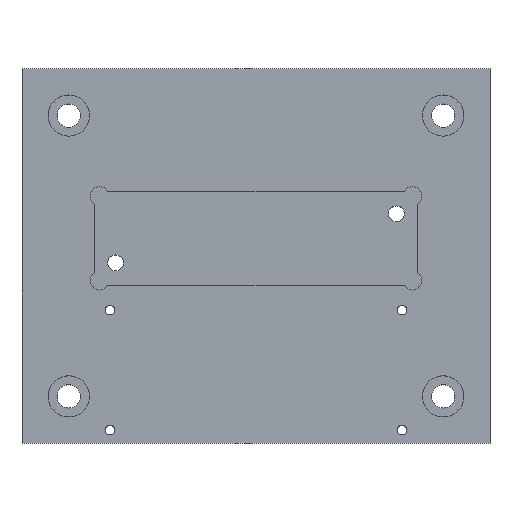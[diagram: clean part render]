
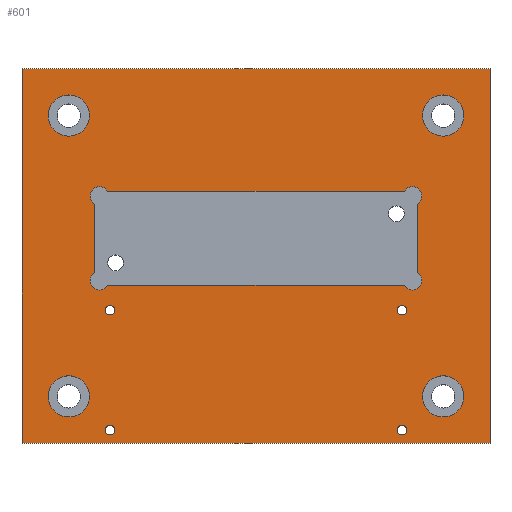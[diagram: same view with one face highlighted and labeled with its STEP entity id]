
A CAD part, top view. The second image highlights one B-rep face of the part: STEP entity #601.
In plain terms, the highlighted planar face has unit normal (0, 0, 1).
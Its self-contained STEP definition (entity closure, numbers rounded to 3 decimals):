
#21=FACE_BOUND('',#126,.T.);
#22=FACE_BOUND('',#127,.T.);
#23=FACE_BOUND('',#128,.T.);
#24=FACE_BOUND('',#129,.T.);
#25=FACE_BOUND('',#130,.T.);
#26=FACE_BOUND('',#131,.T.);
#27=FACE_BOUND('',#132,.T.);
#28=FACE_BOUND('',#133,.T.);
#29=FACE_BOUND('',#134,.T.);
#53=PLANE('',#684);
#86=FACE_OUTER_BOUND('',#125,.T.);
#125=EDGE_LOOP('',(#518,#519,#520,#521));
#126=EDGE_LOOP('',(#522));
#127=EDGE_LOOP('',(#523));
#128=EDGE_LOOP('',(#524));
#129=EDGE_LOOP('',(#525));
#130=EDGE_LOOP('',(#526,#527,#528,#529,#530,#531,#532,#533));
#131=EDGE_LOOP('',(#534));
#132=EDGE_LOOP('',(#535));
#133=EDGE_LOOP('',(#536));
#134=EDGE_LOOP('',(#537));
#153=LINE('',#914,#195);
#158=LINE('',#928,#200);
#162=LINE('',#940,#204);
#166=LINE('',#952,#208);
#178=LINE('',#1013,#220);
#181=LINE('',#1019,#223);
#184=LINE('',#1025,#226);
#187=LINE('',#1029,#229);
#195=VECTOR('',#739,10.);
#200=VECTOR('',#752,10.);
#204=VECTOR('',#764,10.);
#208=VECTOR('',#776,10.);
#220=VECTOR('',#848,10.);
#223=VECTOR('',#853,10.);
#226=VECTOR('',#858,10.);
#229=VECTOR('',#863,10.);
#232=CIRCLE('',#621,1.265);
#234=CIRCLE('',#624,1.265);
#236=CIRCLE('',#627,1.265);
#238=CIRCLE('',#630,1.265);
#244=CIRCLE('',#640,2.5);
#246=CIRCLE('',#644,2.5);
#248=CIRCLE('',#648,2.5);
#250=CIRCLE('',#652,2.5);
#258=CIRCLE('',#665,5.5);
#260=CIRCLE('',#669,5.5);
#262=CIRCLE('',#673,5.5);
#264=CIRCLE('',#677,5.5);
#268=VERTEX_POINT('',#876);
#270=VERTEX_POINT('',#882);
#272=VERTEX_POINT('',#888);
#274=VERTEX_POINT('',#894);
#280=VERTEX_POINT('',#912);
#281=VERTEX_POINT('',#913);
#284=VERTEX_POINT('',#921);
#286=VERTEX_POINT('',#927);
#288=VERTEX_POINT('',#933);
#290=VERTEX_POINT('',#939);
#292=VERTEX_POINT('',#945);
#294=VERTEX_POINT('',#951);
#302=VERTEX_POINT('',#979);
#304=VERTEX_POINT('',#986);
#306=VERTEX_POINT('',#993);
#308=VERTEX_POINT('',#1000);
#312=VERTEX_POINT('',#1010);
#313=VERTEX_POINT('',#1012);
#315=VERTEX_POINT('',#1018);
#317=VERTEX_POINT('',#1024);
#321=EDGE_CURVE('',#268,#268,#232,.T.);
#324=EDGE_CURVE('',#270,#270,#234,.T.);
#327=EDGE_CURVE('',#272,#272,#236,.T.);
#330=EDGE_CURVE('',#274,#274,#238,.T.);
#339=EDGE_CURVE('',#280,#281,#153,.T.);
#343=EDGE_CURVE('',#284,#280,#244,.T.);
#346=EDGE_CURVE('',#286,#284,#158,.T.);
#349=EDGE_CURVE('',#288,#286,#246,.T.);
#352=EDGE_CURVE('',#290,#288,#162,.T.);
#355=EDGE_CURVE('',#292,#290,#248,.T.);
#358=EDGE_CURVE('',#294,#292,#166,.T.);
#361=EDGE_CURVE('',#281,#294,#250,.T.);
#372=EDGE_CURVE('',#302,#302,#258,.T.);
#375=EDGE_CURVE('',#304,#304,#260,.T.);
#378=EDGE_CURVE('',#306,#306,#262,.T.);
#381=EDGE_CURVE('',#308,#308,#264,.T.);
#386=EDGE_CURVE('',#313,#312,#178,.T.);
#389=EDGE_CURVE('',#315,#313,#181,.T.);
#392=EDGE_CURVE('',#317,#315,#184,.T.);
#395=EDGE_CURVE('',#312,#317,#187,.T.);
#518=ORIENTED_EDGE('',*,*,#395,.T.);
#519=ORIENTED_EDGE('',*,*,#392,.T.);
#520=ORIENTED_EDGE('',*,*,#389,.T.);
#521=ORIENTED_EDGE('',*,*,#386,.T.);
#522=ORIENTED_EDGE('',*,*,#321,.T.);
#523=ORIENTED_EDGE('',*,*,#324,.T.);
#524=ORIENTED_EDGE('',*,*,#327,.T.);
#525=ORIENTED_EDGE('',*,*,#330,.T.);
#526=ORIENTED_EDGE('',*,*,#339,.T.);
#527=ORIENTED_EDGE('',*,*,#361,.T.);
#528=ORIENTED_EDGE('',*,*,#358,.T.);
#529=ORIENTED_EDGE('',*,*,#355,.T.);
#530=ORIENTED_EDGE('',*,*,#352,.T.);
#531=ORIENTED_EDGE('',*,*,#349,.T.);
#532=ORIENTED_EDGE('',*,*,#346,.T.);
#533=ORIENTED_EDGE('',*,*,#343,.T.);
#534=ORIENTED_EDGE('',*,*,#372,.T.);
#535=ORIENTED_EDGE('',*,*,#375,.T.);
#536=ORIENTED_EDGE('',*,*,#378,.T.);
#537=ORIENTED_EDGE('',*,*,#381,.T.);
#601=ADVANCED_FACE('',(#86,#21,#22,#23,#24,#25,#26,#27,#28,#29),#53,.T.);
#621=AXIS2_PLACEMENT_3D('',#877,#697,#698);
#624=AXIS2_PLACEMENT_3D('',#883,#704,#705);
#627=AXIS2_PLACEMENT_3D('',#889,#711,#712);
#630=AXIS2_PLACEMENT_3D('',#895,#718,#719);
#640=AXIS2_PLACEMENT_3D('',#922,#745,#746);
#644=AXIS2_PLACEMENT_3D('',#934,#757,#758);
#648=AXIS2_PLACEMENT_3D('',#946,#769,#770);
#652=AXIS2_PLACEMENT_3D('',#957,#781,#782);
#665=AXIS2_PLACEMENT_3D('',#980,#810,#811);
#669=AXIS2_PLACEMENT_3D('',#987,#819,#820);
#673=AXIS2_PLACEMENT_3D('',#994,#828,#829);
#677=AXIS2_PLACEMENT_3D('',#1001,#837,#838);
#684=AXIS2_PLACEMENT_3D('',#1030,#864,#865);
#697=DIRECTION('center_axis',(0.,0.,-1.));
#698=DIRECTION('ref_axis',(-1.,0.,0.));
#704=DIRECTION('center_axis',(0.,0.,-1.));
#705=DIRECTION('ref_axis',(-1.,0.,0.));
#711=DIRECTION('center_axis',(0.,0.,-1.));
#712=DIRECTION('ref_axis',(-1.,0.,0.));
#718=DIRECTION('center_axis',(0.,0.,-1.));
#719=DIRECTION('ref_axis',(-1.,0.,0.));
#739=DIRECTION('',(0.,1.,0.));
#745=DIRECTION('center_axis',(0.,0.,-1.));
#746=DIRECTION('ref_axis',(-0.5,0.866,0.));
#752=DIRECTION('',(-1.,0.,0.));
#757=DIRECTION('center_axis',(0.,0.,-1.));
#758=DIRECTION('ref_axis',(-0.866,-0.5,0.));
#764=DIRECTION('',(0.,-1.,0.));
#769=DIRECTION('center_axis',(0.,0.,-1.));
#770=DIRECTION('ref_axis',(0.5,-0.866,0.));
#776=DIRECTION('',(1.,0.,0.));
#781=DIRECTION('center_axis',(0.,0.,-1.));
#782=DIRECTION('ref_axis',(0.866,0.5,0.));
#810=DIRECTION('center_axis',(0.,0.,-1.));
#811=DIRECTION('ref_axis',(-1.,0.,0.));
#819=DIRECTION('center_axis',(0.,0.,-1.));
#820=DIRECTION('ref_axis',(-1.,0.,0.));
#828=DIRECTION('center_axis',(0.,0.,-1.));
#829=DIRECTION('ref_axis',(-1.,0.,0.));
#837=DIRECTION('center_axis',(0.,0.,-1.));
#838=DIRECTION('ref_axis',(-1.,0.,0.));
#848=DIRECTION('',(-1.,0.,0.));
#853=DIRECTION('',(0.,1.,0.));
#858=DIRECTION('',(1.,0.,0.));
#863=DIRECTION('',(0.,-1.,0.));
#864=DIRECTION('center_axis',(0.,0.,1.));
#865=DIRECTION('ref_axis',(1.,0.,0.));
#876=CARTESIAN_POINT('',(-37.736,-46.5,17.7));
#877=CARTESIAN_POINT('Origin',(-39.,-46.5,17.7));
#882=CARTESIAN_POINT('',(40.265,-14.5,17.7));
#883=CARTESIAN_POINT('Origin',(39.,-14.5,17.7));
#888=CARTESIAN_POINT('',(-37.736,-14.5,17.7));
#889=CARTESIAN_POINT('Origin',(-39.,-14.5,17.7));
#894=CARTESIAN_POINT('',(40.265,-46.5,17.7));
#895=CARTESIAN_POINT('Origin',(39.,-46.5,17.7));
#912=CARTESIAN_POINT('',(-43.05,-4.435,17.7));
#913=CARTESIAN_POINT('',(-43.05,13.835,17.7));
#914=CARTESIAN_POINT('',(-43.05,-2.217,17.7));
#921=CARTESIAN_POINT('',(-39.635,-7.85,17.7));
#922=CARTESIAN_POINT('Origin',(-41.8,-6.6,17.7));
#927=CARTESIAN_POINT('',(39.635,-7.85,17.7));
#928=CARTESIAN_POINT('',(19.817,-7.85,17.7));
#933=CARTESIAN_POINT('',(43.05,-4.435,17.7));
#934=CARTESIAN_POINT('Origin',(41.8,-6.6,17.7));
#939=CARTESIAN_POINT('',(43.05,13.835,17.7));
#940=CARTESIAN_POINT('',(43.05,6.917,17.7));
#945=CARTESIAN_POINT('',(39.635,17.25,17.7));
#946=CARTESIAN_POINT('Origin',(41.8,16.,17.7));
#951=CARTESIAN_POINT('',(-39.635,17.25,17.7));
#952=CARTESIAN_POINT('',(-19.817,17.25,17.7));
#957=CARTESIAN_POINT('Origin',(-41.8,16.,17.7));
#979=CARTESIAN_POINT('',(55.5,37.5,17.7));
#980=CARTESIAN_POINT('Origin',(50.,37.5,17.7));
#986=CARTESIAN_POINT('',(55.5,-37.5,17.7));
#987=CARTESIAN_POINT('Origin',(50.,-37.5,17.7));
#993=CARTESIAN_POINT('',(-44.5,37.5,17.7));
#994=CARTESIAN_POINT('Origin',(-50.,37.5,17.7));
#1000=CARTESIAN_POINT('',(-44.5,-37.5,17.7));
#1001=CARTESIAN_POINT('Origin',(-50.,-37.5,17.7));
#1010=CARTESIAN_POINT('',(-62.5,50.,17.7));
#1012=CARTESIAN_POINT('',(62.5,50.,17.7));
#1013=CARTESIAN_POINT('',(62.5,50.,17.7));
#1018=CARTESIAN_POINT('',(62.5,-50.,17.7));
#1019=CARTESIAN_POINT('',(62.5,-50.,17.7));
#1024=CARTESIAN_POINT('',(-62.5,-50.,17.7));
#1025=CARTESIAN_POINT('',(-62.5,-50.,17.7));
#1029=CARTESIAN_POINT('',(-62.5,50.,17.7));
#1030=CARTESIAN_POINT('Origin',(0.,0.,
17.7));
